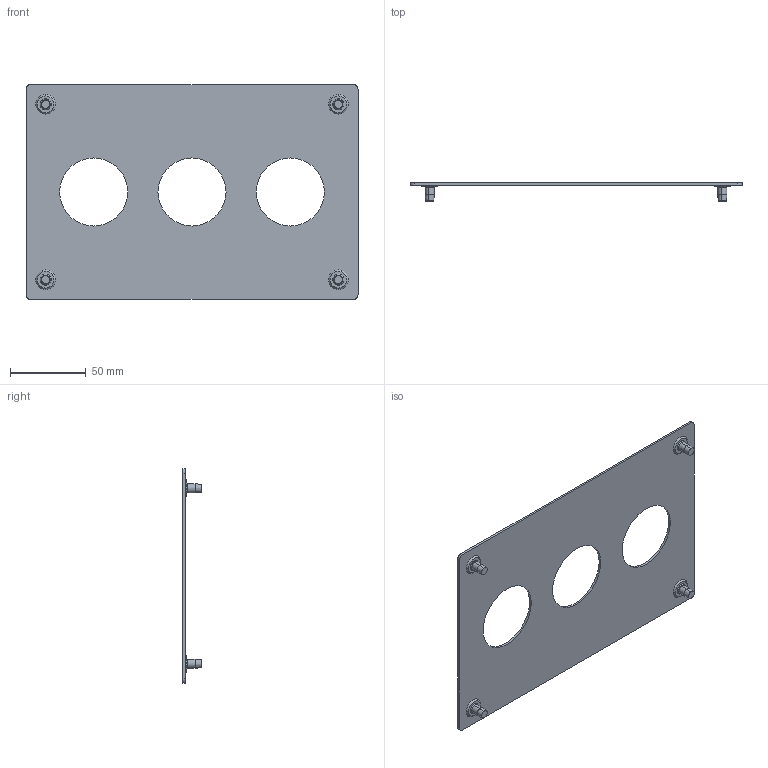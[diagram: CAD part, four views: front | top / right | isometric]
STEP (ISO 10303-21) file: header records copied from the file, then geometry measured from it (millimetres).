
FILE_DESCRIPTION(('STEP AP214'),'1');
FILE_NAME('cctmp_3CDCD30A-F480-498B-AEB0-6F63EAC7E86A_2024_11_28_20_29_31_0572..stp','2024-11-28T19:29:31',('SIEMENS A&D'),('CADClick - www.CADClick.com'),'Spatial InterOp 3D',' ','unknown authorization');
FILE_SCHEMA(('AUTOMOTIVE_DESIGN'));
Length unit declared in the file: millimetre
Products named in the file (1): 2024_11_28_20_29_31_0557
Bounding box: 219.5 x 12 x 142 mm (x, y, z)
Volume: 40948.6 mm3; surface area: 55580 mm2
Topology: 1 solids, 1 shells, 180 faces, 458 edges, 300 vertices
Faces by surface type: cylinder 114, cone 40, plane 26
Entity records: 7062 total; most frequent: DIRECTION 1112, CARTESIAN_POINT 939, ORIENTED_EDGE 916, AXIS2_PLACEMENT_3D 473, EDGE_CURVE 458, VERTEX_POINT 300, CIRCLE 292, EDGE_LOOP 206
